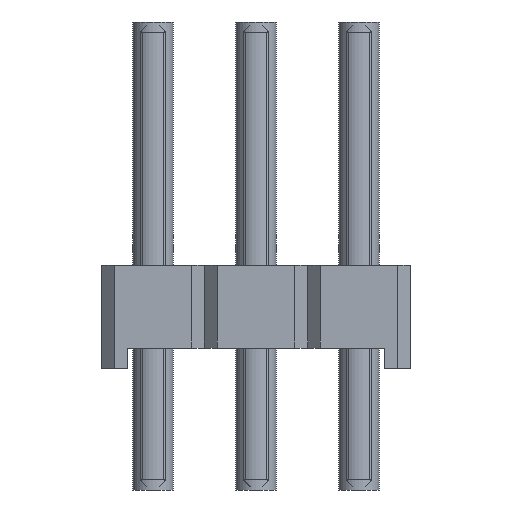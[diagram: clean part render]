
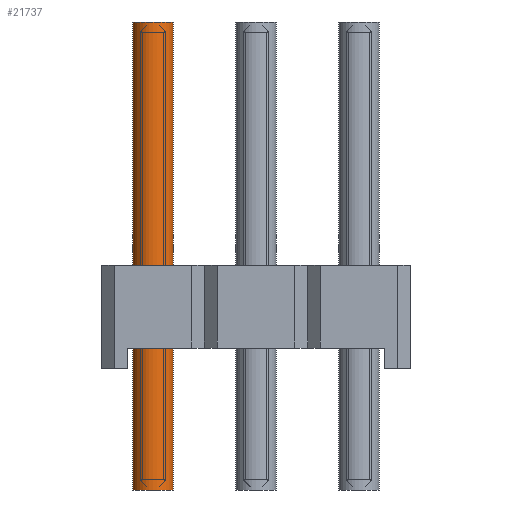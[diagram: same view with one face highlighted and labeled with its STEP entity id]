
A CAD part, left-side view. The second image highlights one B-rep face of the part: STEP entity #21737.
In plain terms, the highlighted cylindrical face has radius 0.5 mm (diameter 1 mm), a full revolution.
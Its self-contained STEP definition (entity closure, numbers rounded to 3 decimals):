
#443=CIRCLE('',#22878,0.5);
#444=CIRCLE('',#22879,0.5);
#1296=CYLINDRICAL_SURFACE('',#22877,0.5);
#1829=ORIENTED_EDGE('',*,*,#8287,.F.);
#1830=ORIENTED_EDGE('',*,*,#8288,.T.);
#8287=EDGE_CURVE('',#11525,#11525,#443,.T.);
#8288=EDGE_CURVE('',#11526,#11526,#444,.T.);
#11525=VERTEX_POINT('',#31501);
#11526=VERTEX_POINT('',#31503);
#18473=EDGE_LOOP('',(#1829));
#18474=EDGE_LOOP('',(#1830));
#19773=FACE_BOUND('',#18473,.T.);
#19774=FACE_BOUND('',#18474,.T.);
#21737=ADVANCED_FACE('',(#19773,#19774),#1296,.F.);
#22877=AXIS2_PLACEMENT_3D('',#31499,#24998,#24999);
#22878=AXIS2_PLACEMENT_3D('',#31500,#25000,#25001);
#22879=AXIS2_PLACEMENT_3D('',#31502,#25002,#25003);
#24998=DIRECTION('',(0.,0.,1.));
#24999=DIRECTION('',(1.,0.,0.));
#25000=DIRECTION('',(0.,0.,-1.));
#25001=DIRECTION('',(1.,0.,0.));
#25002=DIRECTION('',(0.,0.,-1.));
#25003=DIRECTION('',(1.,0.,0.));
#31499=CARTESIAN_POINT('',(0.,0.,0.));
#31500=CARTESIAN_POINT('',(0.,0.,11.54));
#31501=CARTESIAN_POINT('',(0.5,0.,11.54));
#31502=CARTESIAN_POINT('',(0.,0.,0.));
#31503=CARTESIAN_POINT('',(0.5,0.,0.));
